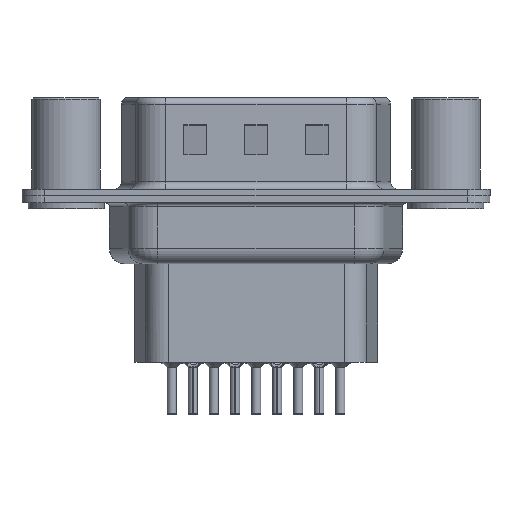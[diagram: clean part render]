
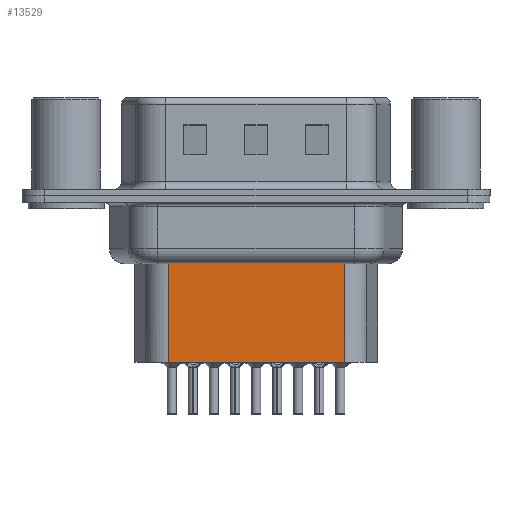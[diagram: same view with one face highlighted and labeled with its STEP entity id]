
A CAD part, front view. The second image highlights one B-rep face of the part: STEP entity #13529.
In plain terms, the highlighted planar face has unit normal (0, -1, 0).
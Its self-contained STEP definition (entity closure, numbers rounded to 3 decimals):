
#671 = ORIENTED_EDGE ( 'NONE', *, *, #17502, .F. ) ;
#1143 = CARTESIAN_POINT ( 'NONE',  ( 18.294, -3.5, -3.1 ) ) ;
#1240 = LINE ( 'NONE', #1143, #1853 ) ;
#1853 = VECTOR ( 'NONE', #12822, 1000. ) ;
#1937 = CARTESIAN_POINT ( 'NONE',  ( 6.459, -3.5, -4.097 ) ) ;
#2550 = CARTESIAN_POINT ( 'NONE',  ( 18.294, -3.5, -4.097 ) ) ;
#3073 = VECTOR ( 'NONE', #13672, 1000. ) ;
#4029 = VERTEX_POINT ( 'NONE', #2550 ) ;
#4093 = CARTESIAN_POINT ( 'NONE',  ( 6.706, -3.5, -3.1 ) ) ;
#4241 = DIRECTION ( 'NONE',  ( 1., 0., 0. ) ) ;
#5182 = LINE ( 'NONE', #1937, #16192 ) ;
#5490 = LINE ( 'NONE', #4093, #9367 ) ;
#7854 = ORIENTED_EDGE ( 'NONE', *, *, #17423, .T. ) ;
#9329 = ORIENTED_EDGE ( 'NONE', *, *, #16391, .T. ) ;
#9367 = VECTOR ( 'NONE', #10000, 1000. ) ;
#10000 = DIRECTION ( 'NONE',  ( 0., 0., -1. ) ) ;
#10173 = CARTESIAN_POINT ( 'NONE',  ( 6.706, -3.5, -10.95 ) ) ;
#10535 = CARTESIAN_POINT ( 'NONE',  ( 6.706, -3.5, -3.1 ) ) ;
#11060 = DIRECTION ( 'NONE',  ( -1., 0., 0. ) ) ;
#11999 = VERTEX_POINT ( 'NONE', #12241 ) ;
#12178 = ORIENTED_EDGE ( 'NONE', *, *, #18425, .F. ) ;
#12241 = CARTESIAN_POINT ( 'NONE',  ( 18.294, -3.5, -10.95 ) ) ;
#12822 = DIRECTION ( 'NONE',  ( 0., 0., -1. ) ) ;
#13267 = LINE ( 'NONE', #16523, #3073 ) ;
#13529 = ADVANCED_FACE ( 'NONE', ( #17974 ), #14741, .T. ) ;
#13672 = DIRECTION ( 'NONE',  ( -1., 0., 0. ) ) ;
#13925 = AXIS2_PLACEMENT_3D ( 'NONE', #10535, #16499, #4241 ) ;
#14741 = PLANE ( 'NONE',  #13925 ) ;
#14828 = EDGE_LOOP ( 'NONE', ( #671, #9329, #7854, #12178 ) ) ;
#15396 = CARTESIAN_POINT ( 'NONE',  ( 6.706, -3.5, -4.097 ) ) ;
#16192 = VECTOR ( 'NONE', #11060, 1000. ) ;
#16391 = EDGE_CURVE ( 'NONE', #4029, #16606, #5182, .T. ) ;
#16499 = DIRECTION ( 'NONE',  ( 0., -1., 0. ) ) ;
#16523 = CARTESIAN_POINT ( 'NONE',  ( 6.706, -3.5, -10.95 ) ) ;
#16606 = VERTEX_POINT ( 'NONE', #15396 ) ;
#17423 = EDGE_CURVE ( 'NONE', #16606, #18291, #5490, .T. ) ;
#17502 = EDGE_CURVE ( 'NONE', #4029, #11999, #1240, .T. ) ;
#17974 = FACE_OUTER_BOUND ( 'NONE', #14828, .T. ) ;
#18291 = VERTEX_POINT ( 'NONE', #10173 ) ;
#18425 = EDGE_CURVE ( 'NONE', #11999, #18291, #13267, .T. ) ;
